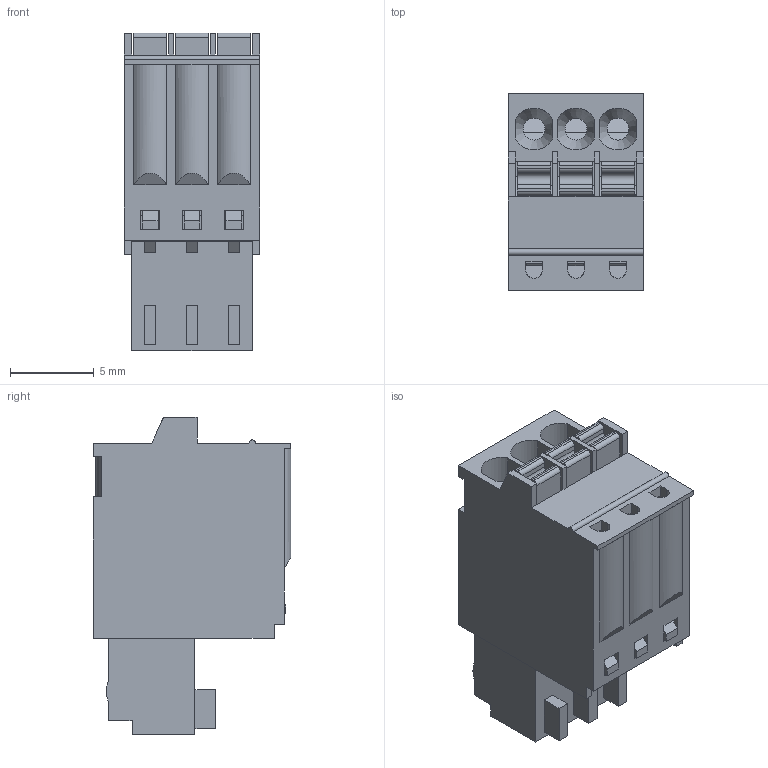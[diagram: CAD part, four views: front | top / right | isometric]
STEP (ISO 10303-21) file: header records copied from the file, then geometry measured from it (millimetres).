
FILE_DESCRIPTION( ( 'Unknown' ), '1' );
FILE_NAME( '691381000003.stp', 'Unknown', ( 'Unknown' ), ( 'Unknown' ), 'PSStep 19.0.9', 'Unknown', ' ' );
FILE_SCHEMA( ( 'AUTOMOTIVE_DESIGN { 1 0 10303 214 1 1 1 1 }' ) );
Length unit declared in the file: millimetre
Products named in the file (6): Assem1; 6913810000xx_Levier; 6913810000xx; 6913810000xx_LAME; 691381000003; 691381000003_BAS
Assembly tree (11 placements, depth 2):
  Assem1
    6913810000xx_Levier  x3
    6913810000xx  x3
    6913810000xx_LAME  x3
    691381000003
    691381000003_BAS
Bounding box: 8.1 x 11.8 x 18.95 mm (x, y, z)
Volume: 811.9 mm3; surface area: 3023.3 mm2
Topology: 11 solids, 11 shells, 767 faces, 2133 edges, 1385 vertices
Faces by surface type: plane 614, cylinder 147, cone 6
Full cylindrical faces by diameter (mm): 1.3 x3
Entity records: 19916 total; most frequent: CARTESIAN_POINT 2888, ORIENTED_EDGE 2782, DIRECTION 2534, EDGE_CURVE 1391, LINE 1246, VECTOR 1246, VERTEX_POINT 914, AXIS2_PLACEMENT_3D 644
